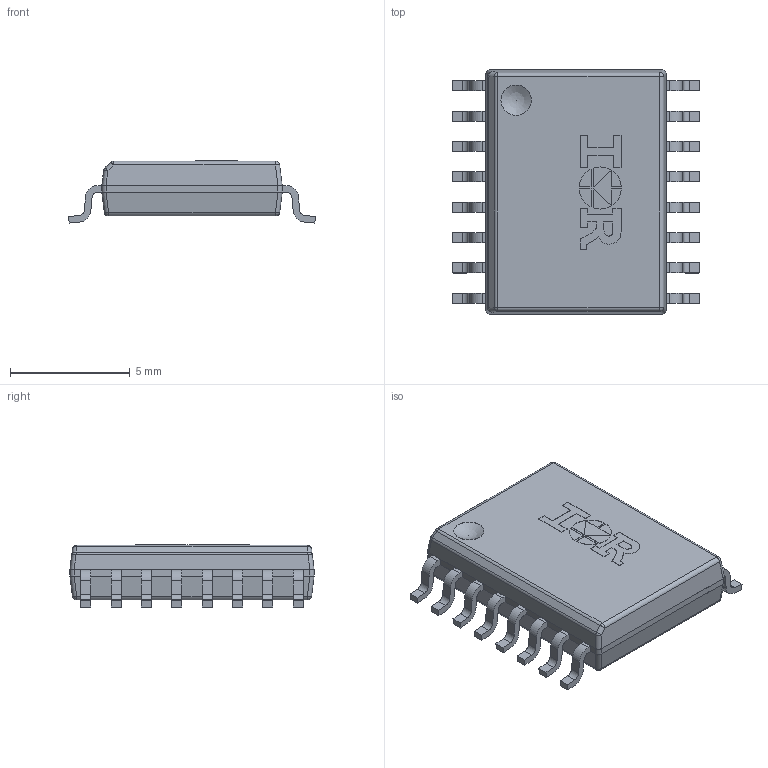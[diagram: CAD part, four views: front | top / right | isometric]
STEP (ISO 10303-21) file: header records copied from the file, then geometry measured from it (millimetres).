
FILE_DESCRIPTION(/* description */ (''),/* implementation_level */ '2;1');
FILE_NAME(/* name */ 'PG-DSO-16-910_Z8B00223421_V02_3D.stp',/* time_stamp */ '2022-10-19T15:58:19+05:00',/* author */ ('janartha'),/* organization */ (''),/* preprocessor_version */ 'ST-DEVELOPER v16.13',/* originating_system */ 'AutoCAD Mechanical',/* authorisation */ '');
FILE_SCHEMA (('AUTOMOTIVE_DESIGN { 1 0 10303 214 3 1 1 }'));
Length unit declared in the file: millimetre
Products named in the file (1): Product
Bounding box: 10.32 x 10.21 x 2.6 mm (x, y, z)
Volume: 174.7 mm3; surface area: 595.4 mm2
Topology: 26 solids, 26 shells, 358 faces, 884 edges, 578 vertices
Faces by surface type: plane 236, cylinder 107, sphere 10, bspline 3, torus 2
Full cylindrical faces by diameter (mm): 1.27 x4
Entity records: 10585 total; most frequent: CARTESIAN_POINT 1896, DIRECTION 1801, ORIENTED_EDGE 1750, EDGE_CURVE 875, LINE 655, VECTOR 655, VERTEX_POINT 578, AXIS2_PLACEMENT_3D 573
